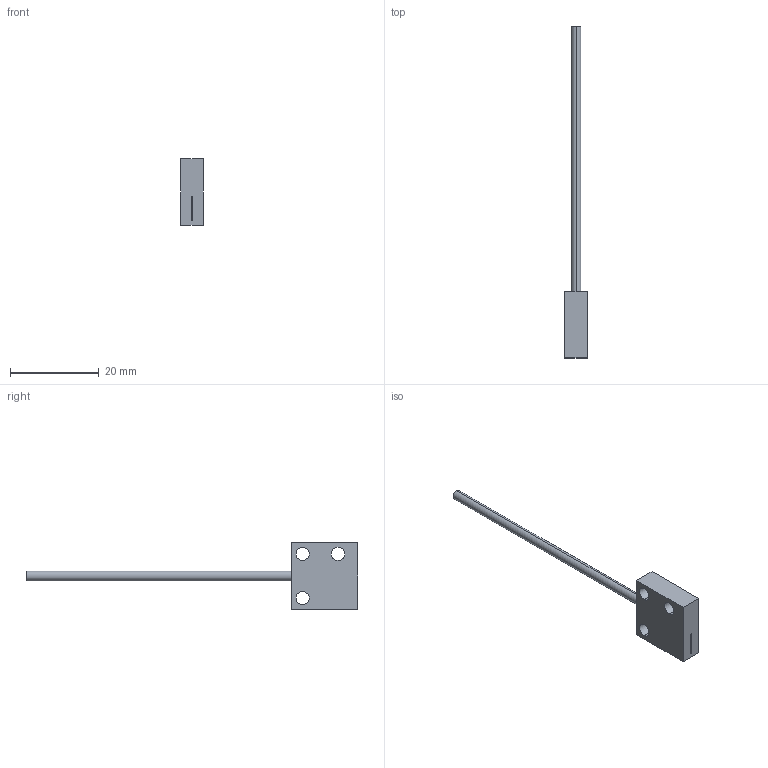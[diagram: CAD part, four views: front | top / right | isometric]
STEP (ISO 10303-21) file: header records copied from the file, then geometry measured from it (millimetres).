
FILE_DESCRIPTION((''),'2;1');
FILE_NAME('CAD2430_SW0001','2016-09-12T',('cmozuch'),(''),'PRO/ENGINEER BY PARAMETRIC TECHNOLOGY CORPORATION, 2015440','PRO/ENGINEER BY PARAMETRIC TECHNOLOGY CORPORATION, 2015440','');
FILE_SCHEMA(('CONFIG_CONTROL_DESIGN'));
Length unit declared in the file: millimetre
Products named in the file (1): CAD2430_SW0001
Bounding box: 5 x 75 x 15 mm (x, y, z)
Volume: 1247 mm3; surface area: 1265 mm2
Topology: 1 solids, 1 shells, 63 faces, 132 edges, 88 vertices
Faces by surface type: cylinder 40, plane 23
Entity records: 2250 total; most frequent: DIRECTION 338, CARTESIAN_POINT 283, ORIENTED_EDGE 264, AXIS2_PLACEMENT_3D 143, EDGE_CURVE 132, VERTEX_POINT 88, EDGE_LOOP 86, CIRCLE 80
